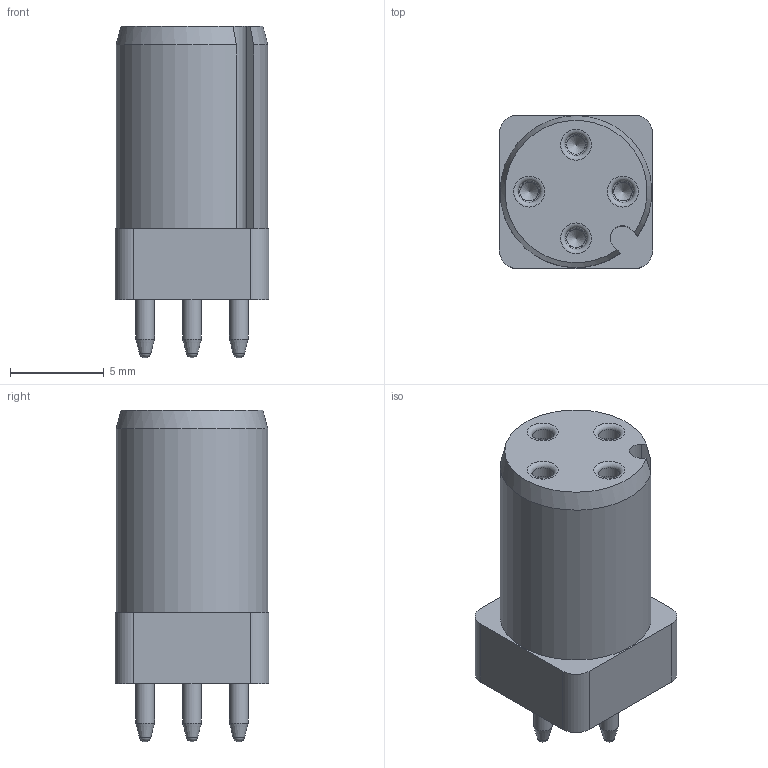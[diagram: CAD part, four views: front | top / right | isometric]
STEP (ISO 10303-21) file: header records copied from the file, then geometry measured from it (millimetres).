
FILE_DESCRIPTION(/* description */ (''),/* implementation_level */ '2;1');
FILE_NAME(/* name */ '643220110004',/* time_stamp */ '2024-05-13T09:59:57+02:00',/* author */ ('WE France'),/* organization */ (''),/* preprocessor_version */ 'ST-DEVELOPER v18.104',/* originating_system */ 'Solid Edge',/* authorisation */ 'Unknown');
FILE_SCHEMA (('AUTOMOTIVE_DESIGN {1 0 10303 214 3 1 1}'));
Length unit declared in the file: millimetre
Products named in the file (3): 6432201100xx; 643220110004; 6432201100xx_Pin
Assembly tree (5 placements, depth 2):
  6432201100xx
    643220110004
    6432201100xx_Pin  x4
Bounding box: 8.2 x 8.2 x 17.7 mm (x, y, z)
Volume: 740.1 mm3; surface area: 1249.4 mm2
Topology: 5 solids, 5 shells, 146 faces, 330 edges, 208 vertices
Faces by surface type: plane 54, cylinder 39, cone 37, torus 16
Full cylindrical faces by diameter (mm): 1 x5, 1.15 x4, 1.226 x4, 1.48 x4, 1.6 x4, 1.65 x4, 1.67 x8
Entity records: 2182 total; most frequent: DIRECTION 346, CARTESIAN_POINT 303, ORIENTED_EDGE 232, AXIS2_PLACEMENT_3D 159, FACE_BOUND 122, EDGE_LOOP 121, EDGE_CURVE 116, VERTEX_POINT 92
